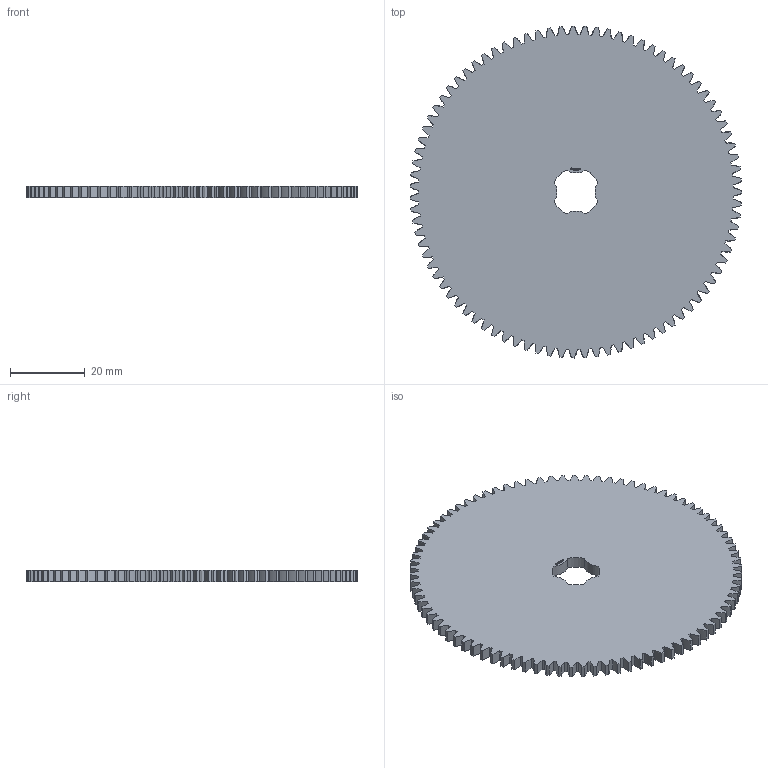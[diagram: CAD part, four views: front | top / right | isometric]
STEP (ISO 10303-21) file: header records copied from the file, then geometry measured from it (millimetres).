
FILE_DESCRIPTION(('FreeCAD Model'),'2;1');
FILE_NAME('Open CASCADE Shape Model','2024-03-11T23:09:37',(''),(''), 'Open CASCADE STEP processor 7.6','FreeCAD','Unknown');
FILE_SCHEMA(('AUTOMOTIVE_DESIGN { 1 0 10303 214 1 1 1 1 }'));
Products named in the file (1): Gear Wheel PLN TTH87 BU00.25 SFT-SHD - SPN-GWH-0325 (stemfie.org)
Bounding box: 88.98 x 89 x 3.12 mm (x, y, z)
Volume: 18174.1 mm3; surface area: 13478.7 mm2
Topology: 1 solids, 1 shells, 844 faces, 2439 edges, 1626 vertices
Faces by surface type: extrusion 514, plane 322, cylinder 8
Entity records: 81501 total; most frequent: CARTESIAN_POINT 30598, DIRECTION 6453, VECTOR 5743, LINE 5229, ORIENTED_EDGE 4878, PCURVE 4878, DEFINITIONAL_REPRESENTATION 4878, B_SPLINE_CURVE_WITH_KNOTS 2570
